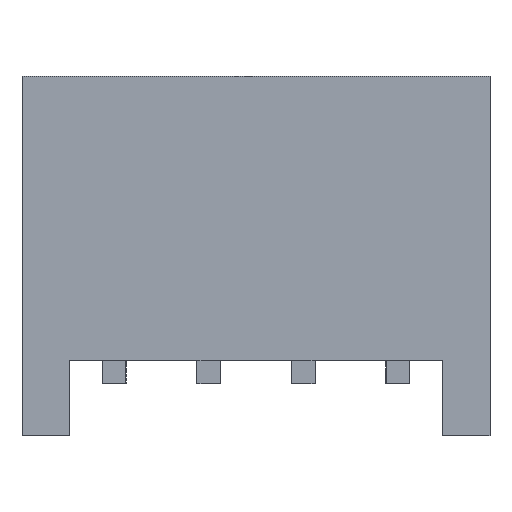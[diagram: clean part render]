
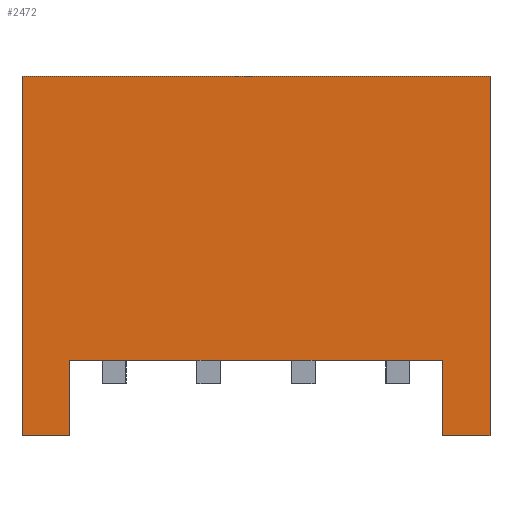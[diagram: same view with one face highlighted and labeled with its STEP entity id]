
A CAD part, front view. The second image highlights one B-rep face of the part: STEP entity #2472.
In plain terms, the highlighted planar face has unit normal (0, 1, 0).
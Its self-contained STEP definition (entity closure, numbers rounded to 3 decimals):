
#44=FACE_OUTER_BOUND('',#124,.T.);
#124=EDGE_LOOP('',(#1931,#1932,#1933,#1934,#1935,#1936,#1937,#1938));
#251=LINE('',#3537,#663);
#252=LINE('',#3539,#664);
#253=LINE('',#3541,#665);
#254=LINE('',#3543,#666);
#255=LINE('',#3545,#667);
#256=LINE('',#3547,#668);
#257=LINE('',#3549,#669);
#258=LINE('',#3550,#670);
#663=VECTOR('',#2888,1.6);
#664=VECTOR('',#2889,1.);
#665=VECTOR('',#2890,7.6);
#666=VECTOR('',#2891,9.9);
#667=VECTOR('',#2892,7.6);
#668=VECTOR('',#2893,1.);
#669=VECTOR('',#2894,1.6);
#670=VECTOR('',#2895,0.7);
#1075=VERTEX_POINT('',#3535);
#1076=VERTEX_POINT('',#3536);
#1077=VERTEX_POINT('',#3538);
#1078=VERTEX_POINT('',#3540);
#1079=VERTEX_POINT('',#3542);
#1080=VERTEX_POINT('',#3544);
#1081=VERTEX_POINT('',#3546);
#1082=VERTEX_POINT('',#3548);
#1503=EDGE_CURVE('',#1075,#1076,#251,.T.);
#1504=EDGE_CURVE('',#1076,#1077,#252,.T.);
#1505=EDGE_CURVE('',#1077,#1078,#253,.T.);
#1506=EDGE_CURVE('',#1078,#1079,#254,.T.);
#1507=EDGE_CURVE('',#1079,#1080,#255,.T.);
#1508=EDGE_CURVE('',#1080,#1081,#256,.T.);
#1509=EDGE_CURVE('',#1081,#1082,#257,.T.);
#1510=EDGE_CURVE('',#1082,#1075,#258,.T.);
#1931=ORIENTED_EDGE('',*,*,#1503,.T.);
#1932=ORIENTED_EDGE('',*,*,#1504,.T.);
#1933=ORIENTED_EDGE('',*,*,#1505,.T.);
#1934=ORIENTED_EDGE('',*,*,#1506,.T.);
#1935=ORIENTED_EDGE('',*,*,#1507,.T.);
#1936=ORIENTED_EDGE('',*,*,#1508,.T.);
#1937=ORIENTED_EDGE('',*,*,#1509,.T.);
#1938=ORIENTED_EDGE('',*,*,#1510,.T.);
#2316=PLANE('',#2731);
#2472=ADVANCED_FACE('',(#44),#2316,.T.);
#2731=AXIS2_PLACEMENT_3D('',#3534,#2886,#2887);
#2886=DIRECTION('center_axis',(0.,1.,0.));
#2887=DIRECTION('ref_axis',(0.,0.,1.));
#2888=DIRECTION('',(0.,0.,-1.));
#2889=DIRECTION('',(-1.,0.,0.));
#2890=DIRECTION('',(0.,0.,1.));
#2891=DIRECTION('',(1.,0.,0.));
#2892=DIRECTION('',(0.,0.,-1.));
#2893=DIRECTION('',(-1.,0.,0.));
#2894=DIRECTION('',(0.,0.,1.));
#2895=DIRECTION('',(-1.,0.,0.));
#3534=CARTESIAN_POINT('Origin',(-14.7,-6.,7.15));
#3535=CARTESIAN_POINT('',(-13.7,-6.,4.95));
#3536=CARTESIAN_POINT('',(-13.7,-6.,3.35));
#3537=CARTESIAN_POINT('',(-13.7,-6.,4.95));
#3538=CARTESIAN_POINT('',(-14.7,-6.,3.35));
#3539=CARTESIAN_POINT('',(-13.7,-6.,3.35));
#3540=CARTESIAN_POINT('',(-14.7,-6.,10.95));
#3541=CARTESIAN_POINT('',(-14.7,-6.,3.35));
#3542=CARTESIAN_POINT('',(-4.8,-6.,10.95));
#3543=CARTESIAN_POINT('',(-14.7,-6.,10.95));
#3544=CARTESIAN_POINT('',(-4.8,-6.,3.35));
#3545=CARTESIAN_POINT('',(-4.8,-6.,10.95));
#3546=CARTESIAN_POINT('',(-5.8,-6.,3.35));
#3547=CARTESIAN_POINT('',(-4.8,-6.,3.35));
#3548=CARTESIAN_POINT('',(-5.8,-6.,4.95));
#3549=CARTESIAN_POINT('',(-5.8,-6.,3.35));
#3550=CARTESIAN_POINT('',(-5.8,-6.,4.95));
